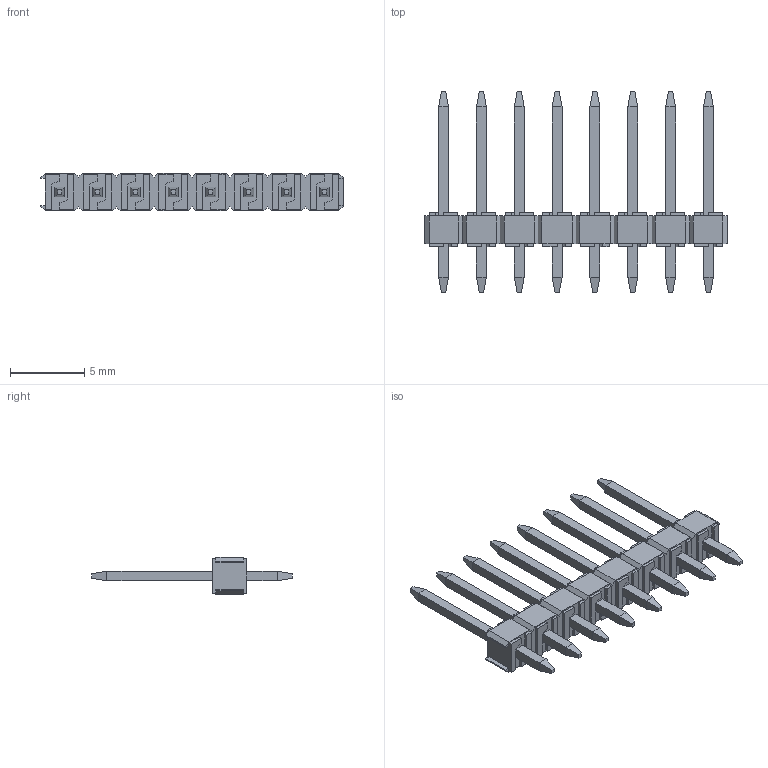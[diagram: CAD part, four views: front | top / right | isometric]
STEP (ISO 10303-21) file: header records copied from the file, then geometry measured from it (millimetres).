
FILE_DESCRIPTION((''),'2;1');
FILE_NAME('022284084','2015-04-13T',('me'),(''),'PRO/ENGINEER BY PARAMETRIC TECHNOLOGY CORPORATION, 2011490','PRO/ENGINEER BY PARAMETRIC TECHNOLOGY CORPORATION, 2011490','');
FILE_SCHEMA(('CONFIG_CONTROL_DESIGN'));
Length unit declared in the file: inch
Products named in the file (1): 022284084
Bounding box: 20.32 x 13.46 x 2.49 mm (x, y, z)
Volume: 136.7 mm3; surface area: 457.9 mm2
Topology: 1 solids, 1 shells, 428 faces, 1094 edges, 712 vertices
Faces by surface type: plane 396, cylinder 32
Entity records: 12691 total; most frequent: CARTESIAN_POINT 2219, ORIENTED_EDGE 2156, DIRECTION 2032, EDGE_CURVE 1078, VECTOR 1014, LINE 1014, VERTEX_POINT 696, AXIS2_PLACEMENT_3D 509
